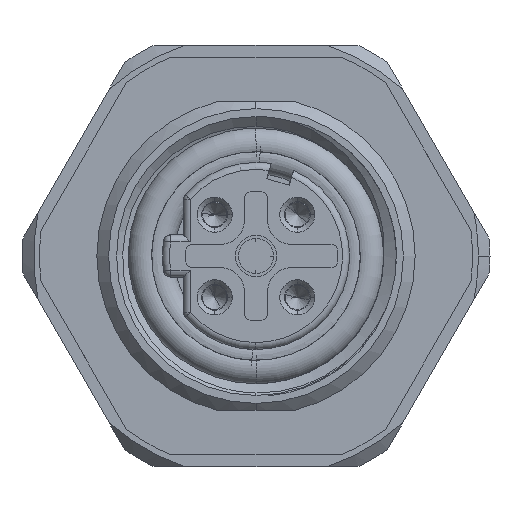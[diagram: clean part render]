
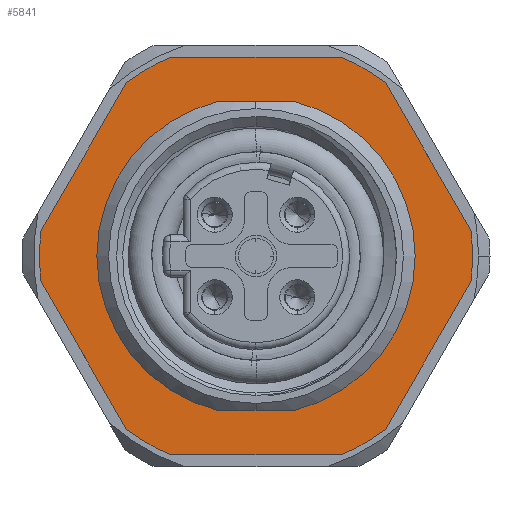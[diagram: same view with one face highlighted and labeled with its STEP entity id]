
A CAD part, left-side view. The second image highlights one B-rep face of the part: STEP entity #5841.
In plain terms, the highlighted planar face has unit normal (-1, 0, 0).
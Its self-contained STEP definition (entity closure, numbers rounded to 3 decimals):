
#71 = CARTESIAN_POINT ( 'NONE',  ( -11.1, 9.674, -6.355 ) ) ;
#248 = AXIS2_PLACEMENT_3D ( 'NONE', #12984, #1850, #3485 ) ;
#450 = EDGE_CURVE ( 'NONE', #5271, #22997, #9446, .T. ) ;
#485 = CIRCLE ( 'NONE', #13604, 6.8 ) ;
#542 = ORIENTED_EDGE ( 'NONE', *, *, #12259, .T. ) ;
#818 = CARTESIAN_POINT ( 'NONE',  ( -11.1, -9.186, -5.51 ) ) ;
#877 = FACE_BOUND ( 'NONE', #11168, .T. ) ;
#1136 = VERTEX_POINT ( 'NONE', #7720 ) ;
#1198 = DIRECTION ( 'NONE',  ( 0., 0.5, -0.866 ) ) ;
#1382 = LINE ( 'NONE', #71, #15503 ) ;
#1584 = ORIENTED_EDGE ( 'NONE', *, *, #17869, .T. ) ;
#1694 = ORIENTED_EDGE ( 'NONE', *, *, #3283, .T. ) ;
#1846 = AXIS2_PLACEMENT_3D ( 'NONE', #5607, #18296, #5828 ) ;
#1850 = DIRECTION ( 'NONE',  ( -1., 0., 0. ) ) ;
#1940 = VERTEX_POINT ( 'NONE', #15639 ) ;
#2138 = VERTEX_POINT ( 'NONE', #6287 ) ;
#2202 = CARTESIAN_POINT ( 'NONE',  ( -11.1, 11.767, -13.2 ) ) ;
#2526 = ORIENTED_EDGE ( 'NONE', *, *, #8231, .T. ) ;
#2665 = CARTESIAN_POINT ( 'NONE',  ( -11.1, 0., -6.6 ) ) ;
#2848 = VECTOR ( 'NONE', #16635, 1000. ) ;
#3283 = EDGE_CURVE ( 'NONE', #5271, #22348, #9198, .T. ) ;
#3485 = DIRECTION ( 'NONE',  ( 0., 0., 1. ) ) ;
#3564 = CARTESIAN_POINT ( 'NONE',  ( -11.1, -1.637, 0. ) ) ;
#3790 = EDGE_CURVE ( 'NONE', #11680, #1940, #8493, .T. ) ;
#4503 = AXIS2_PLACEMENT_3D ( 'NONE', #20470, #18495, #16956 ) ;
#4551 = CARTESIAN_POINT ( 'NONE',  ( -11.1, 1.637, 0. ) ) ;
#4622 = CARTESIAN_POINT ( 'NONE',  ( -11.1, 5.537, 0.81 ) ) ;
#4643 = VERTEX_POINT ( 'NONE', #18325 ) ;
#5271 = VERTEX_POINT ( 'NONE', #15628 ) ;
#5528 = ORIENTED_EDGE ( 'NONE', *, *, #22047, .F. ) ;
#5607 = CARTESIAN_POINT ( 'NONE',  ( -11.1, 0., -6.6 ) ) ;
#5762 = CARTESIAN_POINT ( 'NONE',  ( -11.1, -3.649, -15.1 ) ) ;
#5828 = DIRECTION ( 'NONE',  ( 0., 0., 1. ) ) ;
#5841 = ADVANCED_FACE ( 'NONE', ( #877, #16831 ), #22091, .F. ) ;
#6150 = ORIENTED_EDGE ( 'NONE', *, *, #16125, .F. ) ;
#6287 = CARTESIAN_POINT ( 'NONE',  ( -11.1, 5.537, -14.01 ) ) ;
#6521 = CARTESIAN_POINT ( 'NONE',  ( -11.1, 11.767, 0. ) ) ;
#7183 = DIRECTION ( 'NONE',  ( -1., 0., 0. ) ) ;
#7194 = ORIENTED_EDGE ( 'NONE', *, *, #450, .F. ) ;
#7287 = VERTEX_POINT ( 'NONE', #16306 ) ;
#7575 = CIRCLE ( 'NONE', #9829, 9.25 ) ;
#7720 = CARTESIAN_POINT ( 'NONE',  ( -11.1, -5.537, 0.81 ) ) ;
#7898 = EDGE_CURVE ( 'NONE', #4643, #11278, #12704, .T. ) ;
#8231 = EDGE_CURVE ( 'NONE', #12615, #14097, #19839, .T. ) ;
#8232 = LINE ( 'NONE', #17177, #10811 ) ;
#8313 = CARTESIAN_POINT ( 'NONE',  ( -11.1, 0., -6.6 ) ) ;
#8441 = CARTESIAN_POINT ( 'NONE',  ( -11.1, -5.049, -14.855 ) ) ;
#8493 = CIRCLE ( 'NONE', #12630, 9.25 ) ;
#8804 = ORIENTED_EDGE ( 'NONE', *, *, #19831, .F. ) ;
#8832 = VERTEX_POINT ( 'NONE', #4551 ) ;
#8857 = VECTOR ( 'NONE', #19200, 1000. ) ;
#9198 = CIRCLE ( 'NONE', #15598, 9.25 ) ;
#9446 = LINE ( 'NONE', #18286, #2848 ) ;
#9802 = LINE ( 'NONE', #6521, #22300 ) ;
#9829 = AXIS2_PLACEMENT_3D ( 'NONE', #2665, #17105, #15336 ) ;
#10132 = LINE ( 'NONE', #15538, #8857 ) ;
#10287 = LINE ( 'NONE', #12511, #15702 ) ;
#10546 = ORIENTED_EDGE ( 'NONE', *, *, #13949, .F. ) ;
#10766 = LINE ( 'NONE', #2202, #20575 ) ;
#10811 = VECTOR ( 'NONE', #13646, 1000. ) ;
#11168 = EDGE_LOOP ( 'NONE', ( #542, #16527, #1584, #14701 ) ) ;
#11181 = DIRECTION ( 'NONE',  ( -1., 0., 0. ) ) ;
#11207 = DIRECTION ( 'NONE',  ( 0., -0.5, 0.866 ) ) ;
#11278 = VERTEX_POINT ( 'NONE', #3564 ) ;
#11297 = DIRECTION ( 'NONE',  ( 0., 0., 1. ) ) ;
#11680 = VERTEX_POINT ( 'NONE', #5762 ) ;
#12251 = EDGE_CURVE ( 'NONE', #1136, #22997, #19103, .T. ) ;
#12259 = EDGE_CURVE ( 'NONE', #4643, #20477, #10766, .T. ) ;
#12511 = CARTESIAN_POINT ( 'NONE',  ( -11.1, 9.674, -6.845 ) ) ;
#12587 = CARTESIAN_POINT ( 'NONE',  ( -11.1, 0., -6.6 ) ) ;
#12615 = VERTEX_POINT ( 'NONE', #22832 ) ;
#12630 = AXIS2_PLACEMENT_3D ( 'NONE', #13613, #22162, #15377 ) ;
#12697 = ORIENTED_EDGE ( 'NONE', *, *, #21322, .T. ) ;
#12703 = DIRECTION ( 'NONE',  ( 0., 0., 1. ) ) ;
#12704 = CIRCLE ( 'NONE', #15340, 6.8 ) ;
#12984 = CARTESIAN_POINT ( 'NONE',  ( -11.1, 0., -6.6 ) ) ;
#13604 = AXIS2_PLACEMENT_3D ( 'NONE', #12587, #7183, #12703 ) ;
#13613 = CARTESIAN_POINT ( 'NONE',  ( -11.1, 0., -6.6 ) ) ;
#13646 = DIRECTION ( 'NONE',  ( 0., 1., 0. ) ) ;
#13717 = CARTESIAN_POINT ( 'NONE',  ( -11.1, 1.637, -13.2 ) ) ;
#13949 = EDGE_CURVE ( 'NONE', #2138, #14097, #10287, .T. ) ;
#14097 = VERTEX_POINT ( 'NONE', #14829 ) ;
#14259 = EDGE_CURVE ( 'NONE', #11680, #14385, #8232, .T. ) ;
#14385 = VERTEX_POINT ( 'NONE', #21143 ) ;
#14701 = ORIENTED_EDGE ( 'NONE', *, *, #7898, .F. ) ;
#14829 = CARTESIAN_POINT ( 'NONE',  ( -11.1, 9.186, -7.69 ) ) ;
#15336 = DIRECTION ( 'NONE',  ( 0., 0., 1. ) ) ;
#15340 = AXIS2_PLACEMENT_3D ( 'NONE', #17465, #19242, #20971 ) ;
#15377 = DIRECTION ( 'NONE',  ( 0., 0., 1. ) ) ;
#15499 = DIRECTION ( 'NONE',  ( -1., 0., 0. ) ) ;
#15503 = VECTOR ( 'NONE', #11207, 1000. ) ;
#15538 = CARTESIAN_POINT ( 'NONE',  ( -11.1, -5.049, 1.655 ) ) ;
#15598 = AXIS2_PLACEMENT_3D ( 'NONE', #18010, #11181, #11297 ) ;
#15628 = CARTESIAN_POINT ( 'NONE',  ( -11.1, 3.649, 1.9 ) ) ;
#15639 = CARTESIAN_POINT ( 'NONE',  ( -11.1, -5.537, -14.01 ) ) ;
#15702 = VECTOR ( 'NONE', #21309, 1000. ) ;
#16125 = EDGE_CURVE ( 'NONE', #7287, #1940, #19049, .T. ) ;
#16306 = CARTESIAN_POINT ( 'NONE',  ( -11.1, -9.186, -7.69 ) ) ;
#16527 = ORIENTED_EDGE ( 'NONE', *, *, #21674, .F. ) ;
#16553 = VERTEX_POINT ( 'NONE', #818 ) ;
#16635 = DIRECTION ( 'NONE',  ( 0., -1., 0. ) ) ;
#16661 = ORIENTED_EDGE ( 'NONE', *, *, #14259, .F. ) ;
#16831 = FACE_OUTER_BOUND ( 'NONE', #19906, .T. ) ;
#16956 = DIRECTION ( 'NONE',  ( 0., 0., -1. ) ) ;
#17105 = DIRECTION ( 'NONE',  ( -1., 0., 0. ) ) ;
#17177 = CARTESIAN_POINT ( 'NONE',  ( -11.1, 9.25, -15.1 ) ) ;
#17465 = CARTESIAN_POINT ( 'NONE',  ( -11.1, 0., -6.6 ) ) ;
#17570 = ORIENTED_EDGE ( 'NONE', *, *, #12251, .T. ) ;
#17853 = CIRCLE ( 'NONE', #248, 9.25 ) ;
#17869 = EDGE_CURVE ( 'NONE', #8832, #11278, #9802, .T. ) ;
#17997 = VECTOR ( 'NONE', #1198, 1000. ) ;
#18010 = CARTESIAN_POINT ( 'NONE',  ( -11.1, 0., -6.6 ) ) ;
#18133 = ORIENTED_EDGE ( 'NONE', *, *, #3790, .T. ) ;
#18286 = CARTESIAN_POINT ( 'NONE',  ( -11.1, 9.25, 1.9 ) ) ;
#18296 = DIRECTION ( 'NONE',  ( -1., 0., 0. ) ) ;
#18325 = CARTESIAN_POINT ( 'NONE',  ( -11.1, -1.637, -13.2 ) ) ;
#18495 = DIRECTION ( 'NONE',  ( 1., 0., 0. ) ) ;
#18762 = EDGE_CURVE ( 'NONE', #2138, #14385, #17853, .T. ) ;
#18922 = DIRECTION ( 'NONE',  ( 0., 0., 1. ) ) ;
#19049 = LINE ( 'NONE', #8441, #17997 ) ;
#19103 = CIRCLE ( 'NONE', #1846, 9.25 ) ;
#19200 = DIRECTION ( 'NONE',  ( 0., -0.5, -0.866 ) ) ;
#19242 = DIRECTION ( 'NONE',  ( -1., 0., 0. ) ) ;
#19831 = EDGE_CURVE ( 'NONE', #1136, #16553, #10132, .T. ) ;
#19839 = CIRCLE ( 'NONE', #22441, 9.25 ) ;
#19906 = EDGE_LOOP ( 'NONE', ( #2526, #10546, #20837, #16661, #18133, #6150, #12697, #8804, #17570, #7194, #1694, #5528 ) ) ;
#20222 = CARTESIAN_POINT ( 'NONE',  ( -11.1, -3.649, 1.9 ) ) ;
#20470 = CARTESIAN_POINT ( 'NONE',  ( -11.1, 9.25, -6.6 ) ) ;
#20477 = VERTEX_POINT ( 'NONE', #13717 ) ;
#20575 = VECTOR ( 'NONE', #21669, 1000. ) ;
#20837 = ORIENTED_EDGE ( 'NONE', *, *, #18762, .T. ) ;
#20841 = DIRECTION ( 'NONE',  ( 0., -1., 0. ) ) ;
#20971 = DIRECTION ( 'NONE',  ( 0., 0., 1. ) ) ;
#21143 = CARTESIAN_POINT ( 'NONE',  ( -11.1, 3.649, -15.1 ) ) ;
#21309 = DIRECTION ( 'NONE',  ( 0., 0.5, 0.866 ) ) ;
#21322 = EDGE_CURVE ( 'NONE', #7287, #16553, #7575, .T. ) ;
#21669 = DIRECTION ( 'NONE',  ( 0., 1., 0. ) ) ;
#21674 = EDGE_CURVE ( 'NONE', #8832, #20477, #485, .T. ) ;
#22047 = EDGE_CURVE ( 'NONE', #12615, #22348, #1382, .T. ) ;
#22091 = PLANE ( 'NONE',  #4503 ) ;
#22162 = DIRECTION ( 'NONE',  ( -1., 0., 0. ) ) ;
#22300 = VECTOR ( 'NONE', #20841, 1000. ) ;
#22348 = VERTEX_POINT ( 'NONE', #4622 ) ;
#22441 = AXIS2_PLACEMENT_3D ( 'NONE', #8313, #15499, #18922 ) ;
#22832 = CARTESIAN_POINT ( 'NONE',  ( -11.1, 9.186, -5.51 ) ) ;
#22997 = VERTEX_POINT ( 'NONE', #20222 ) ;
